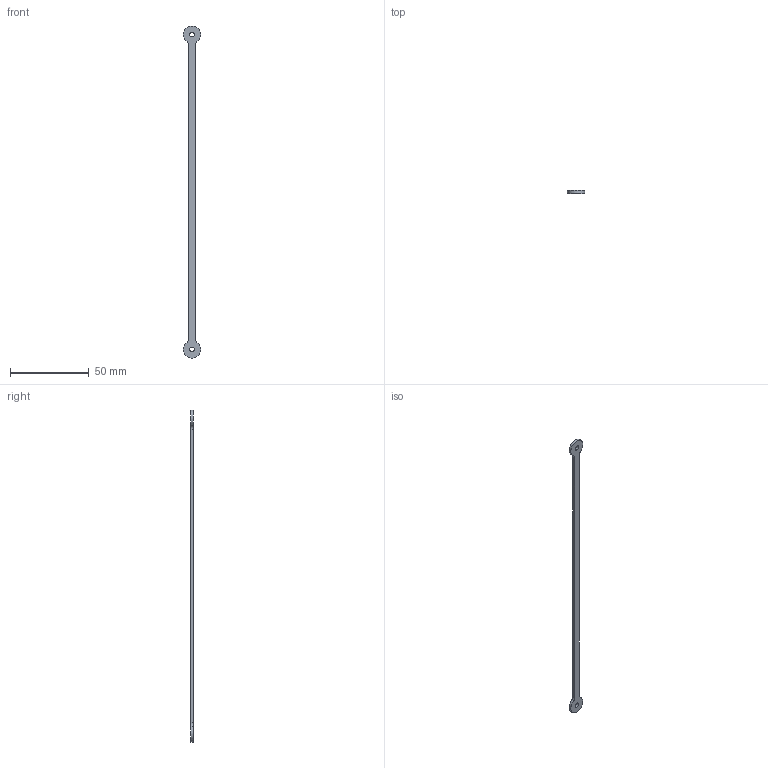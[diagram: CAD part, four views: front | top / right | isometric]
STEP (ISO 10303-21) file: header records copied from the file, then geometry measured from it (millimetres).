
FILE_DESCRIPTION(/* description */ ('STEP AP214'),/* implementation_level */ '2;1');
FILE_NAME(/* name */ '684fe94400cc853bb40a955b',/* time_stamp */ '2025-06-16T09:52:05Z',/* author */ (''),/* organization */ (''),/* preprocessor_version */ 'ST-DEVELOPER v20',/* originating_system */ 'ONSHAPE BY PTC INC, 1.199',/* authorisation */ ' ');
FILE_SCHEMA (('AUTOMOTIVE_DESIGN {1 0 10303 214 3 1 1}'));
Length unit declared in the file: metre
Products named in the file (1): A2P3
Bounding box: 10.86 x 1.7 x 210.86 mm (x, y, z)
Volume: 1583.4 mm3; surface area: 2640.8 mm2
Topology: 1 solids, 1 shells, 12 faces, 30 edges, 20 vertices
Faces by surface type: cylinder 8, plane 4
Full cylindrical faces by diameter (mm): 3 x2
Entity records: 398 total; most frequent: DIRECTION 70, CARTESIAN_POINT 61, ORIENTED_EDGE 56, AXIS2_PLACEMENT_3D 29, EDGE_CURVE 28, VERTEX_POINT 20, EDGE_LOOP 18, FACE_BOUND 18
